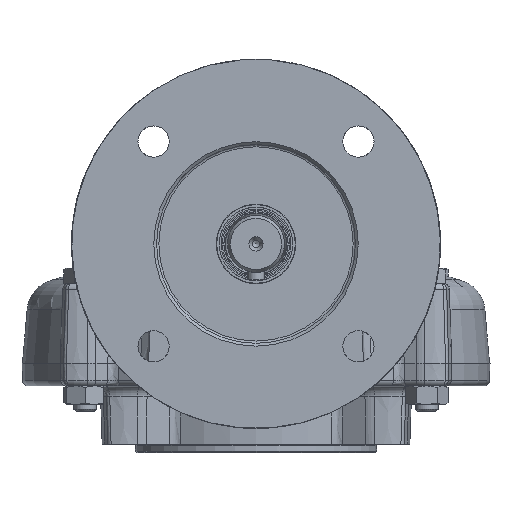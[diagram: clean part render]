
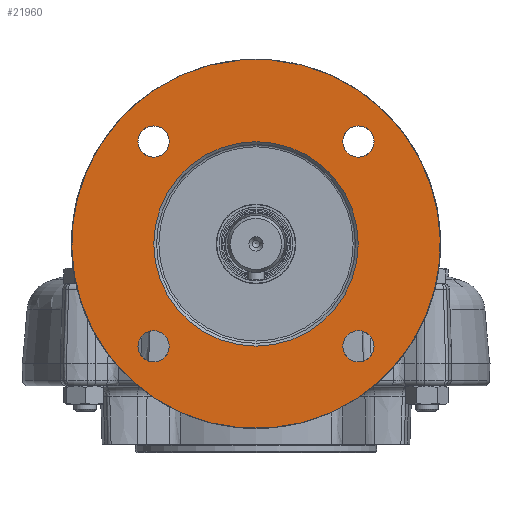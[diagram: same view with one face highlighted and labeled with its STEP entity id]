
A CAD part, left-side view. The second image highlights one B-rep face of the part: STEP entity #21960.
In plain terms, the highlighted planar face has unit normal (-1, 0, 0).
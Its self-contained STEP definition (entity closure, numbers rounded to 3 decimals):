
#1720=CIRCLE('',#23789,65.);
#1721=CIRCLE('',#23790,65.);
#1722=CIRCLE('',#23791,5.5);
#1723=CIRCLE('',#23792,5.5);
#1724=CIRCLE('',#23793,36.);
#1725=CIRCLE('',#23794,5.5);
#1726=CIRCLE('',#23795,5.5);
#2463=B_SPLINE_CURVE_WITH_KNOTS('',3,(#40318,#40319,#40320,#40321,#40322,
#40323,#40324,#40325,#40326,#40327,#40328,#40329,#40330,#40331,#40332,#40333,
#40334,#40335,#40336),.UNSPECIFIED.,.F.,.F.,(4,1,1,1,1,1,1,1,1,1,1,1,1,
1,1,1,4),(0.,0.008,0.016,0.024,
0.032,0.04,0.048,0.056,
0.064,0.072,0.08,0.088,
0.096,0.104,0.112,0.12,
0.128),.UNSPECIFIED.);
#2464=B_SPLINE_CURVE_WITH_KNOTS('',3,(#40341,#40342,#40343,#40344,#40345,
#40346,#40347,#40348,#40349,#40350,#40351,#40352,#40353,#40354,#40355,#40356,
#40357,#40358,#40359),.UNSPECIFIED.,.F.,.F.,(4,1,1,1,1,1,1,1,1,1,1,1,1,
1,1,1,4),(0.,0.008,0.016,0.024,
0.032,0.04,0.048,0.056,
0.064,0.072,0.08,0.088,
0.096,0.104,0.112,0.12,
0.128),.UNSPECIFIED.);
#5395=ORIENTED_EDGE('',*,*,#8643,.T.);
#5396=ORIENTED_EDGE('',*,*,#8644,.F.);
#5397=ORIENTED_EDGE('',*,*,#8645,.T.);
#5398=ORIENTED_EDGE('',*,*,#8646,.F.);
#5399=ORIENTED_EDGE('',*,*,#8647,.T.);
#5400=ORIENTED_EDGE('',*,*,#8648,.T.);
#5401=ORIENTED_EDGE('',*,*,#8649,.T.);
#5402=ORIENTED_EDGE('',*,*,#8650,.T.);
#5403=ORIENTED_EDGE('',*,*,#8651,.T.);
#8643=EDGE_CURVE('',#10432,#10433,#2463,.T.);
#8644=EDGE_CURVE('',#10434,#10433,#1720,.T.);
#8645=EDGE_CURVE('',#10434,#10435,#2464,.T.);
#8646=EDGE_CURVE('',#10432,#10435,#1721,.T.);
#8647=EDGE_CURVE('',#10436,#10436,#1722,.T.);
#8648=EDGE_CURVE('',#10437,#10437,#1723,.T.);
#8649=EDGE_CURVE('',#10438,#10438,#1724,.T.);
#8650=EDGE_CURVE('',#10439,#10439,#1725,.T.);
#8651=EDGE_CURVE('',#10440,#10440,#1726,.T.);
#10432=VERTEX_POINT('',#40337);
#10433=VERTEX_POINT('',#40338);
#10434=VERTEX_POINT('',#40340);
#10435=VERTEX_POINT('',#40360);
#10436=VERTEX_POINT('',#40363);
#10437=VERTEX_POINT('',#40365);
#10438=VERTEX_POINT('',#40367);
#10439=VERTEX_POINT('',#40369);
#10440=VERTEX_POINT('',#40371);
#12961=EDGE_LOOP('',(#5395,#5396,#5397,#5398));
#12962=EDGE_LOOP('',(#5399));
#12963=EDGE_LOOP('',(#5400));
#12964=EDGE_LOOP('',(#5401));
#12965=EDGE_LOOP('',(#5402));
#12966=EDGE_LOOP('',(#5403));
#14383=FACE_BOUND('',#12961,.T.);
#14384=FACE_BOUND('',#12962,.T.);
#14385=FACE_BOUND('',#12963,.T.);
#14386=FACE_BOUND('',#12964,.T.);
#14387=FACE_BOUND('',#12965,.T.);
#14388=FACE_BOUND('',#12966,.T.);
#15142=PLANE('',#23788);
#21960=ADVANCED_FACE('',(#14383,#14384,#14385,#14386,#14387,#14388),#15142,
 .F.);
#23788=AXIS2_PLACEMENT_3D('',#40317,#27662,#27663);
#23789=AXIS2_PLACEMENT_3D('',#40339,#27664,#27665);
#23790=AXIS2_PLACEMENT_3D('',#40361,#27666,#27667);
#23791=AXIS2_PLACEMENT_3D('',#40362,#27668,#27669);
#23792=AXIS2_PLACEMENT_3D('',#40364,#27670,#27671);
#23793=AXIS2_PLACEMENT_3D('',#40366,#27672,#27673);
#23794=AXIS2_PLACEMENT_3D('',#40368,#27674,#27675);
#23795=AXIS2_PLACEMENT_3D('',#40370,#27676,#27677);
#27662=DIRECTION('',(1.,0.,0.));
#27663=DIRECTION('',(0.,1.,0.));
#27664=DIRECTION('',(1.,0.,0.));
#27665=DIRECTION('',(0.,1.,0.));
#27666=DIRECTION('',(1.,0.,0.));
#27667=DIRECTION('',(0.,1.,0.));
#27668=DIRECTION('',(1.,0.,0.));
#27669=DIRECTION('',(0.,0.,1.));
#27670=DIRECTION('',(1.,0.,0.));
#27671=DIRECTION('',(0.,0.,-1.));
#27672=DIRECTION('',(1.,0.,0.));
#27673=DIRECTION('',(0.,1.,0.));
#27674=DIRECTION('',(1.,0.,0.));
#27675=DIRECTION('',(0.,1.,0.));
#27676=DIRECTION('',(1.,0.,0.));
#27677=DIRECTION('',(0.,-1.,0.));
#40317=CARTESIAN_POINT('',(-128.,64.886,70.5));
#40318=CARTESIAN_POINT('',(-128.,36.076,124.57));
#40319=CARTESIAN_POINT('',(-128.,38.306,123.082));
#40320=CARTESIAN_POINT('',(-128.,42.579,119.826));
#40321=CARTESIAN_POINT('',(-128.,48.288,114.223));
#40322=CARTESIAN_POINT('',(-128.,53.219,108.036));
#40323=CARTESIAN_POINT('',(-128.,57.428,101.169));
#40324=CARTESIAN_POINT('',(-128.,60.717,93.92));
#40325=CARTESIAN_POINT('',(-128.,63.103,86.356));
#40326=CARTESIAN_POINT('',(-128.,64.569,78.424));
#40327=CARTESIAN_POINT('',(-128.,65.045,70.512));
#40328=CARTESIAN_POINT('',(-128.,64.568,62.561));
#40329=CARTESIAN_POINT('',(-128.,63.102,54.645));
#40330=CARTESIAN_POINT('',(-128.,60.728,47.104));
#40331=CARTESIAN_POINT('',(-128.,57.417,39.809));
#40332=CARTESIAN_POINT('',(-128.,53.228,32.98));
#40333=CARTESIAN_POINT('',(-128.,48.304,26.792));
#40334=CARTESIAN_POINT('',(-128.,42.565,21.162));
#40335=CARTESIAN_POINT('',(-128.,38.306,17.918));
#40336=CARTESIAN_POINT('',(-128.,36.076,16.43));
#40337=CARTESIAN_POINT('',(-128.,36.076,124.57));
#40338=CARTESIAN_POINT('',(-128.,36.076,16.43));
#40339=CARTESIAN_POINT('',(-128.,0.,70.5));
#40340=CARTESIAN_POINT('',(-128.,-36.076,16.43));
#40341=CARTESIAN_POINT('',(-128.,-36.076,16.43));
#40342=CARTESIAN_POINT('',(-128.,-38.306,17.918));
#40343=CARTESIAN_POINT('',(-128.,-42.579,21.174));
#40344=CARTESIAN_POINT('',(-128.,-48.288,26.777));
#40345=CARTESIAN_POINT('',(-128.,-53.219,32.964));
#40346=CARTESIAN_POINT('',(-128.,-57.428,39.831));
#40347=CARTESIAN_POINT('',(-128.,-60.717,47.08));
#40348=CARTESIAN_POINT('',(-128.,-63.103,54.644));
#40349=CARTESIAN_POINT('',(-128.,-64.569,62.576));
#40350=CARTESIAN_POINT('',(-128.,-65.045,70.488));
#40351=CARTESIAN_POINT('',(-128.,-64.568,78.439));
#40352=CARTESIAN_POINT('',(-128.,-63.102,86.355));
#40353=CARTESIAN_POINT('',(-128.,-60.728,93.896));
#40354=CARTESIAN_POINT('',(-128.,-57.417,101.191));
#40355=CARTESIAN_POINT('',(-128.,-53.228,108.02));
#40356=CARTESIAN_POINT('',(-128.,-48.304,114.208));
#40357=CARTESIAN_POINT('',(-128.,-42.565,119.838));
#40358=CARTESIAN_POINT('',(-128.,-38.306,123.082));
#40359=CARTESIAN_POINT('',(-128.,-36.076,124.57));
#40360=CARTESIAN_POINT('',(-128.,-36.076,124.57));
#40361=CARTESIAN_POINT('',(-128.,0.,70.5));
#40362=CARTESIAN_POINT('',(-128.,36.062,34.438));
#40363=CARTESIAN_POINT('',(-128.,36.062,39.938));
#40364=CARTESIAN_POINT('',(-128.,-36.062,106.562));
#40365=CARTESIAN_POINT('',(-128.,-36.062,101.062));
#40366=CARTESIAN_POINT('',(-128.,0.,70.5));
#40367=CARTESIAN_POINT('',(-128.,36.,70.5));
#40368=CARTESIAN_POINT('',(-128.,-36.062,34.438));
#40369=CARTESIAN_POINT('',(-128.,-30.562,34.438));
#40370=CARTESIAN_POINT('',(-128.,36.062,106.562));
#40371=CARTESIAN_POINT('',(-128.,30.562,106.562));
